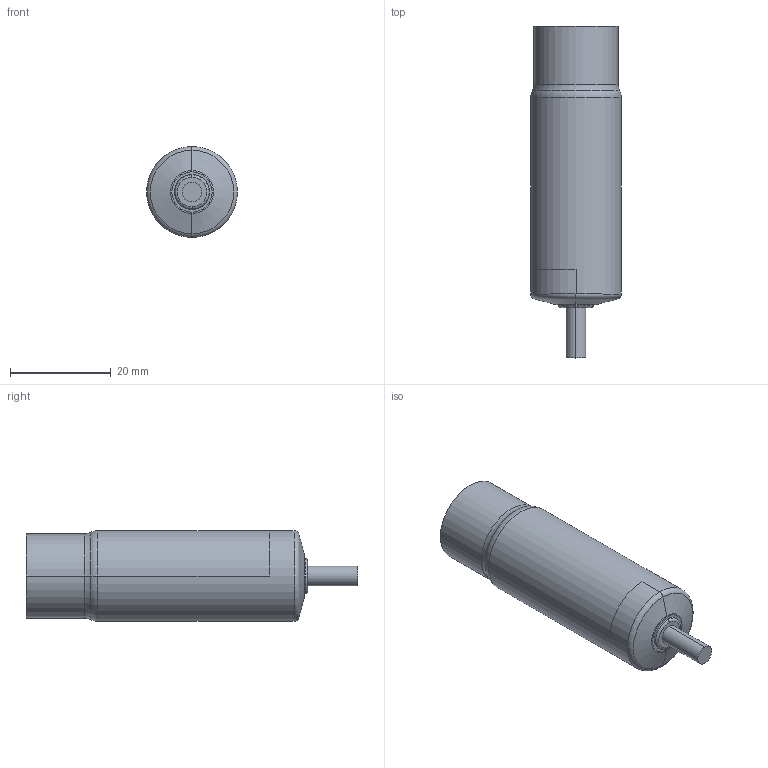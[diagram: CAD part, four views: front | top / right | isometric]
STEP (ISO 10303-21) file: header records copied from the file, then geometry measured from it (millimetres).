
FILE_DESCRIPTION((''),'2;1');
FILE_NAME('DM_CAD-2183_SW0001','2015-11-03T',('Creinig-se'),(''),'PRO/ENGINEER BY PARAMETRIC TECHNOLOGY CORPORATION, 2013050','PRO/ENGINEER BY PARAMETRIC TECHNOLOGY CORPORATION, 2013050','');
FILE_SCHEMA(('CONFIG_CONTROL_DESIGN'));
Length unit declared in the file: millimetre
Products named in the file (1): DM_CAD-2183_SW0001
Bounding box: 18 x 65.8 x 18 mm (x, y, z)
Volume: 13576.6 mm3; surface area: 3665.5 mm2
Topology: 1 solids, 2 shells, 29 faces, 65 edges, 44 vertices
Faces by surface type: torus 10, bspline 6, cylinder 6, plane 5, cone 2
Entity records: 1288 total; most frequent: CARTESIAN_POINT 301, DIRECTION 161, ORIENTED_EDGE 120, AXIS2_PLACEMENT_3D 74, EDGE_CURVE 60, CIRCLE 50, COLOUR_RGB 42, VERTEX_POINT 36
